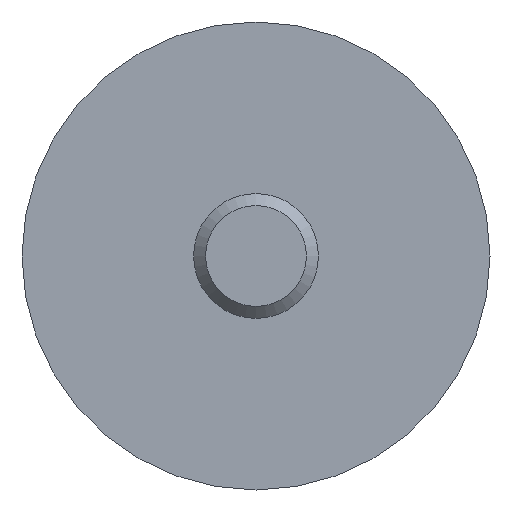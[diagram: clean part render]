
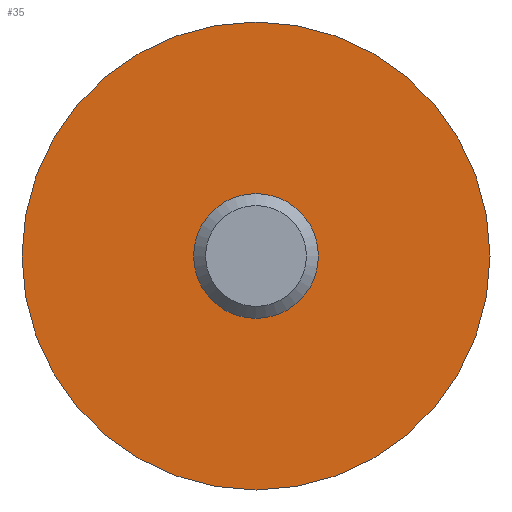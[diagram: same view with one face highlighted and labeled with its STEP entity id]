
A CAD part, front view. The second image highlights one B-rep face of the part: STEP entity #35.
In plain terms, the highlighted planar face has unit normal (0, -1, 0).
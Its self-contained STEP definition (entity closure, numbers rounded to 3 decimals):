
#35 = ADVANCED_FACE( '', ( #72, #73 ), #74, .F. );
#72 = FACE_BOUND( '', #114, .T. );
#73 = FACE_OUTER_BOUND( '', #115, .T. );
#74 = PLANE( '', #116 );
#114 = EDGE_LOOP( '', ( #186 ) );
#115 = EDGE_LOOP( '', ( #187 ) );
#116 = AXIS2_PLACEMENT_3D( '', #188, #189, #190 );
#186 = ORIENTED_EDGE( '', *, *, #233, .F. );
#187 = ORIENTED_EDGE( '', *, *, #234, .T. );
#188 = CARTESIAN_POINT( '', ( 15., 0., 0. ) );
#189 = DIRECTION( '', ( 0., 1., 0. ) );
#190 = DIRECTION( '', ( 0., 0., 1. ) );
#233 = EDGE_CURVE( '', #253, #253, #254, .T. );
#234 = EDGE_CURVE( '', #255, #255, #256, .T. );
#253 = VERTEX_POINT( '', #278 );
#254 = CIRCLE( '', #279, 4. );
#255 = VERTEX_POINT( '', #280 );
#256 = CIRCLE( '', #281, 15. );
#278 = CARTESIAN_POINT( '', ( 0., 0., -4. ) );
#279 = AXIS2_PLACEMENT_3D( '', #303, #304, #305 );
#280 = CARTESIAN_POINT( '', ( 0., 0., -15. ) );
#281 = AXIS2_PLACEMENT_3D( '', #306, #307, #308 );
#303 = CARTESIAN_POINT( '', ( 0., 0., 0. ) );
#304 = DIRECTION( '', ( 0., -1., 0. ) );
#305 = DIRECTION( '', ( 0., 0., -1. ) );
#306 = CARTESIAN_POINT( '', ( 0., 0., 0. ) );
#307 = DIRECTION( '', ( 0., -1., 0. ) );
#308 = DIRECTION( '', ( 0., 0., -1. ) );
